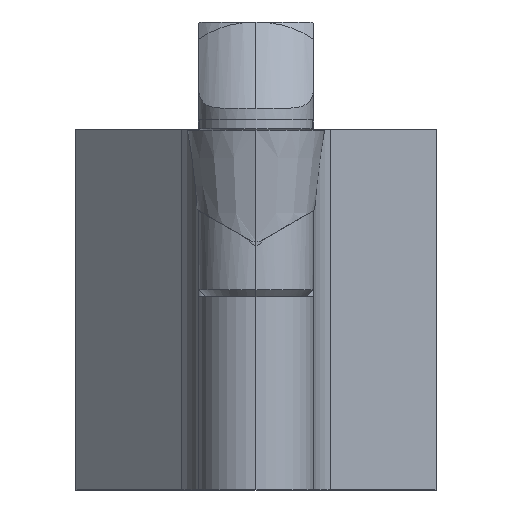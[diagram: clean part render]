
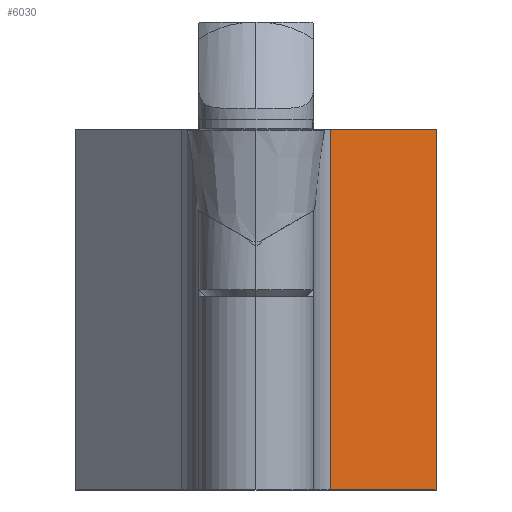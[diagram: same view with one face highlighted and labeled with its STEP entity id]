
A CAD part, left-side view. The second image highlights one B-rep face of the part: STEP entity #6030.
In plain terms, the highlighted planar face has unit normal (-0.707, -0.707, 0).
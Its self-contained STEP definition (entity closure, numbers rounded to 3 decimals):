
#108 = VERTEX_POINT ( 'NONE', #6767 ) ;
#123 = ORIENTED_EDGE ( 'NONE', *, *, #8728, .T. ) ;
#263 = FACE_OUTER_BOUND ( 'NONE', #6953, .T. ) ;
#543 = VERTEX_POINT ( 'NONE', #1715 ) ;
#961 = CARTESIAN_POINT ( 'NONE',  ( 12.5, 12.5, -25. ) ) ;
#1346 = VECTOR ( 'NONE', #5177, 1000. ) ;
#1715 = CARTESIAN_POINT ( 'NONE',  ( 30.172, -5.172, -25. ) ) ;
#1761 = ORIENTED_EDGE ( 'NONE', *, *, #4287, .F. ) ;
#1942 = CARTESIAN_POINT ( 'NONE',  ( 30.172, -5.172, 0. ) ) ;
#2205 = DIRECTION ( 'NONE',  ( -0.707, -0.707, 0. ) ) ;
#2538 = EDGE_CURVE ( 'NONE', #6502, #543, #4036, .T. ) ;
#3009 = AXIS2_PLACEMENT_3D ( 'NONE', #5139, #2205, #7100 ) ;
#3685 = DIRECTION ( 'NONE',  ( 0., 0., -1. ) ) ;
#3814 = VECTOR ( 'NONE', #5036, 1000. ) ;
#4036 = LINE ( 'NONE', #961, #3814 ) ;
#4121 = ORIENTED_EDGE ( 'NONE', *, *, #7584, .T. ) ;
#4287 = EDGE_CURVE ( 'NONE', #108, #6502, #8130, .T. ) ;
#4365 = PLANE ( 'NONE',  #3009 ) ;
#4421 = VECTOR ( 'NONE', #6633, 1000. ) ;
#4551 = CARTESIAN_POINT ( 'NONE',  ( 12.5, 12.5, 0. ) ) ;
#4785 = VERTEX_POINT ( 'NONE', #1942 ) ;
#5036 = DIRECTION ( 'NONE',  ( -0.707, 0.707, 0. ) ) ;
#5139 = CARTESIAN_POINT ( 'NONE',  ( 30.172, -5.172, 193.638 ) ) ;
#5177 = DIRECTION ( 'NONE',  ( 0., 0., -1. ) ) ;
#5724 = VECTOR ( 'NONE', #3685, 1000. ) ;
#5848 = CARTESIAN_POINT ( 'NONE',  ( 30.172, -5.172, 193.638 ) ) ;
#6030 = ADVANCED_FACE ( 'NONE', ( #263 ), #4365, .T. ) ;
#6502 = VERTEX_POINT ( 'NONE', #7537 ) ;
#6615 = LINE ( 'NONE', #4551, #4421 ) ;
#6633 = DIRECTION ( 'NONE',  ( -0.707, 0.707, 0. ) ) ;
#6767 = CARTESIAN_POINT ( 'NONE',  ( 37.5, -12.5, 0. ) ) ;
#6953 = EDGE_LOOP ( 'NONE', ( #8969, #1761, #4121, #123 ) ) ;
#7100 = DIRECTION ( 'NONE',  ( 0.707, -0.707, 0. ) ) ;
#7537 = CARTESIAN_POINT ( 'NONE',  ( 37.5, -12.5, -25. ) ) ;
#7584 = EDGE_CURVE ( 'NONE', #108, #4785, #6615, .T. ) ;
#7872 = CARTESIAN_POINT ( 'NONE',  ( 37.5, -12.5, 193.638 ) ) ;
#8130 = LINE ( 'NONE', #7872, #5724 ) ;
#8136 = LINE ( 'NONE', #5848, #1346 ) ;
#8728 = EDGE_CURVE ( 'NONE', #4785, #543, #8136, .T. ) ;
#8969 = ORIENTED_EDGE ( 'NONE', *, *, #2538, .F. ) ;
